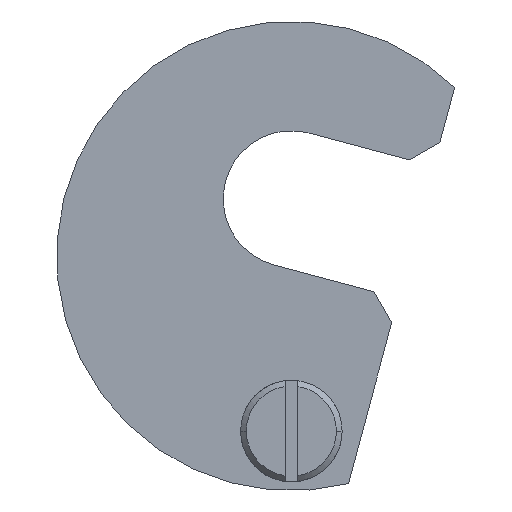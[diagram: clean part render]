
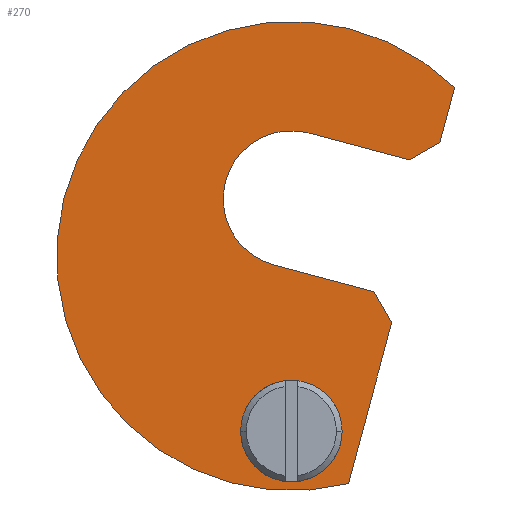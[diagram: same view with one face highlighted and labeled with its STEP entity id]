
A CAD part, front view. The second image highlights one B-rep face of the part: STEP entity #270.
In plain terms, the highlighted planar face has unit normal (0, -1, 0).
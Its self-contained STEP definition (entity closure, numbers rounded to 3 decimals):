
#204=EDGE_CURVE('',#336,#210,#580,.T.);
#208=EDGE_CURVE('',#278,#236,#584,.T.);
#210=VERTEX_POINT('',#586);
#218=EDGE_CURVE('',#236,#336,#594,.T.);
#236=VERTEX_POINT('',#615);
#260=EDGE_CURVE('',#314,#278,#639,.T.);
#270=ADVANCED_FACE('',(#651,#652),#653,.T.);
#278=VERTEX_POINT('',#661);
#298=EDGE_CURVE('',#342,#314,#683,.T.);
#314=VERTEX_POINT('',#701);
#330=EDGE_CURVE('',#390,#342,#718,.T.);
#336=VERTEX_POINT('',#724);
#342=VERTEX_POINT('',#730);
#356=VERTEX_POINT('',#746);
#374=EDGE_CURVE('',#430,#390,#768,.T.);
#390=VERTEX_POINT('',#786);
#420=EDGE_CURVE('',#460,#430,#821,.T.);
#430=VERTEX_POINT('',#832);
#440=EDGE_CURVE('',#210,#460,#843,.T.);
#460=VERTEX_POINT('',#867);
#480=EDGE_CURVE('',#516,#356,#890,.T.);
#508=EDGE_CURVE('',#356,#516,#922,.T.);
#516=VERTEX_POINT('',#931);
#580=CIRCLE('',#988,37.0);
#584=LINE('',#993,#994);
#586=CARTESIAN_POINT('',(9.02,-11.8,-8.284));
#594=CIRCLE('',#1018,37.0);
#615=CARTESIAN_POINT('',(25.753,-11.8,54.166));
#639=LINE('',#1076,#1077);
#651=FACE_BOUND('',#1090,.T.);
#652=FACE_OUTER_BOUND('',#1091,.T.);
#653=PLANE('',#1092);
#661=CARTESIAN_POINT('',(23.454,-11.8,45.586));
#683=LINE('',#1140,#1141);
#701=CARTESIAN_POINT('',(18.555,-11.8,42.757));
#718=CIRCLE('',#1193,10.75);
#724=CARTESIAN_POINT('',(-25.753,-11.8,1.034));
#730=CARTESIAN_POINT('',(2.782,-11.8,46.984));
#746=CARTESIAN_POINT('',(-8.,-11.8,0.));
#768=LINE('',#1257,#1258);
#786=CARTESIAN_POINT('',(-2.782,-11.8,26.216));
#821=LINE('',#1328,#1329);
#832=CARTESIAN_POINT('',(12.991,-11.8,21.99));
#843=LINE('',#1360,#1361);
#867=CARTESIAN_POINT('',(15.819,-11.8,17.091));
#890=CIRCLE('',#1413,8.);
#922=CIRCLE('',#1463,8.);
#931=CARTESIAN_POINT('',(8.,-11.8,0.));
#988=AXIS2_PLACEMENT_3D('',#1555,#1556,#1557);
#993=CARTESIAN_POINT('',(23.454,-11.8,45.586));
#994=VECTOR('',#1558,1.0);
#1018=AXIS2_PLACEMENT_3D('',#1563,#1564,#1565);
#1076=CARTESIAN_POINT('',(18.555,-11.8,42.757));
#1077=VECTOR('',#1593,1.0);
#1090=EDGE_LOOP('',(#1614,#1615));
#1091=EDGE_LOOP('',(#1616,#1617,#1618,#1619,#1620,#1621,#1622,#1623,#1624));
#1092=AXIS2_PLACEMENT_3D('',#1625,#1626,#1627);
#1140=CARTESIAN_POINT('',(2.782,-11.8,46.984));
#1141=VECTOR('',#1650,1.0);
#1193=AXIS2_PLACEMENT_3D('',#1681,#1682,#1683);
#1257=CARTESIAN_POINT('',(12.991,-11.8,21.99));
#1258=VECTOR('',#1754,1.0);
#1328=CARTESIAN_POINT('',(15.819,-11.8,17.091));
#1329=VECTOR('',#1833,1.0);
#1360=CARTESIAN_POINT('',(9.02,-11.8,-8.284));
#1361=VECTOR('',#1858,1.0);
#1413=AXIS2_PLACEMENT_3D('',#1923,#1924,#1925);
#1463=AXIS2_PLACEMENT_3D('',#1978,#1979,#1980);
#1555=CARTESIAN_POINT('',(0.0,-11.8,27.6));
#1556=DIRECTION('',(0.0,-1.0,0.0));
#1557=DIRECTION('',(0.696,0.0,0.718));
#1558=DIRECTION('',(0.259,0.0,0.966));
#1563=CARTESIAN_POINT('',(0.0,-11.8,27.6));
#1564=DIRECTION('',(0.0,-1.0,0.0));
#1565=DIRECTION('',(0.696,0.0,0.718));
#1593=DIRECTION('',(0.866,0.0,0.5));
#1614=ORIENTED_EDGE('',*,*,#480,.T.);
#1615=ORIENTED_EDGE('',*,*,#508,.T.);
#1616=ORIENTED_EDGE('',*,*,#218,.T.);
#1617=ORIENTED_EDGE('',*,*,#204,.T.);
#1618=ORIENTED_EDGE('',*,*,#440,.T.);
#1619=ORIENTED_EDGE('',*,*,#420,.T.);
#1620=ORIENTED_EDGE('',*,*,#374,.T.);
#1621=ORIENTED_EDGE('',*,*,#330,.T.);
#1622=ORIENTED_EDGE('',*,*,#298,.T.);
#1623=ORIENTED_EDGE('',*,*,#260,.T.);
#1624=ORIENTED_EDGE('',*,*,#208,.T.);
#1625=CARTESIAN_POINT('',(-3.845,-11.8,30.258));
#1626=DIRECTION('',(0.0,-1.0,0.0));
#1627=DIRECTION('',(1.0,0.0,0.0));
#1650=DIRECTION('',(0.966,0.0,-0.259));
#1681=CARTESIAN_POINT('',(0.0,-11.8,36.6));
#1682=DIRECTION('',(0.0,1.0,0.0));
#1683=DIRECTION('',(-0.259,0.0,-0.966));
#1754=DIRECTION('',(-0.966,0.0,0.259));
#1833=DIRECTION('',(-0.5,0.0,0.866));
#1858=DIRECTION('',(0.259,0.0,0.966));
#1923=CARTESIAN_POINT('',(0.,-11.8,0.));
#1924=DIRECTION('',(0.0,1.0,0.0));
#1925=DIRECTION('',(1.0,0.0,0.));
#1978=CARTESIAN_POINT('',(0.,-11.8,0.));
#1979=DIRECTION('',(0.0,1.0,0.0));
#1980=DIRECTION('',(1.0,0.0,0.));
